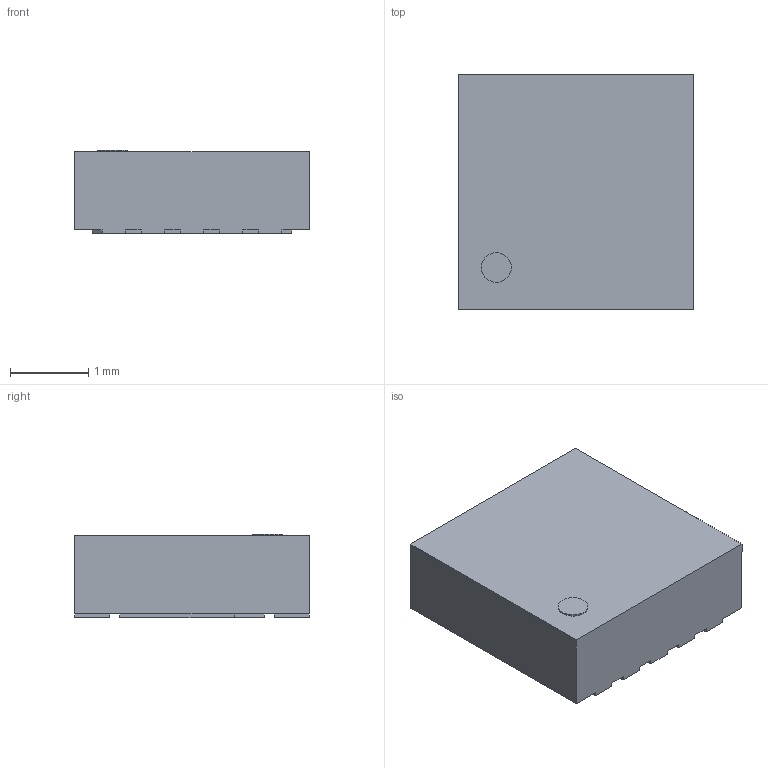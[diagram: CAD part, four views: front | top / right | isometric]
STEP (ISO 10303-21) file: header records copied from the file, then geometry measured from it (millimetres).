
FILE_DESCRIPTION (( 'STEP AP214' ), '1' );
FILE_NAME ('User Library-DFN-10-1.STEP', '2012-02-25T16:07:26', ( 'SysAdmin' ), ( 'SolidWorks' ), 'SwSTEP 2.0', 'SolidWorks 2012', '' );
FILE_SCHEMA (( 'AUTOMOTIVE_DESIGN' ));
Length unit declared in the file: millimetre
Products named in the file (1): User Library-DFN-10-1
Bounding box: 3 x 3 x 1.07 mm (x, y, z)
Volume: 9.3 mm3; surface area: 31.2 mm2
Topology: 1 solids, 1 shells, 55 faces, 153 edges, 102 vertices
Faces by surface type: plane 53, cylinder 2
Entity records: 2370 total; most frequent: CARTESIAN_POINT 311, ORIENTED_EDGE 306, DIRECTION 269, EDGE_CURVE 153, VECTOR 149, LINE 149, VERTEX_POINT 102, AXIS2_PLACEMENT_3D 60
